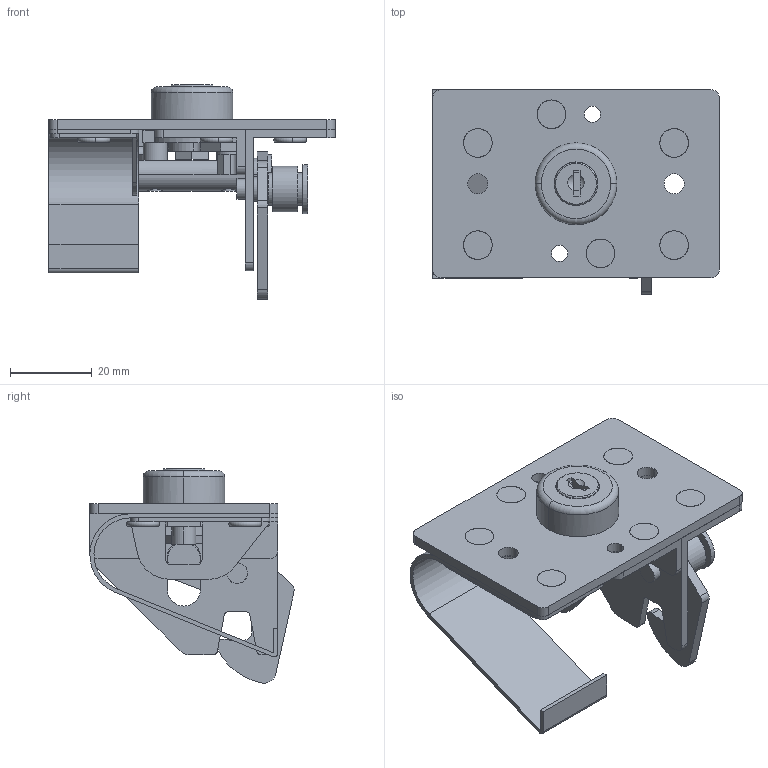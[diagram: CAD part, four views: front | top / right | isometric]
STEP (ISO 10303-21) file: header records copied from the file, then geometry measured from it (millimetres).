
FILE_DESCRIPTION (( 'STEP AP203' ), '1' );
FILE_NAME ('C-1885-1.STEP', '2012-02-29T07:34:57', ( '11sw' ), ( 'タキゲン製造株式会社' ), 'SwSTEP 2.0', 'SolidWorks 2011', '' );
FILE_SCHEMA (( 'CONFIG_CONTROL_DESIGN' ));
Length unit declared in the file: millimetre
Products named in the file (16): C-1885-1薄平リベット_; C-1885-1僼僢僋僺儞_SLDPRT; C-1885-1僼僢僋_SLDPRT; C-1885-1僽儔働僢僩_; C-1885-1僗僩僢僷乕_; C-1885-1ガイド_; C-1885-1僾僢僔儏僶僢僋僶僱_; C-1885-1ベース_; C-1885-1; C-1855-1六角ナット_SLDPRT; C-1885-1平ワッシャー_; C-1885-1僼僢僋僗僾儕儞僌_; C-1885-1シャフト_; C-1885-1止め金_; プッシュボタン_; C-183-2-RTR_
Assembly tree (21 placements, depth 2):
  C-1885-1
    C-183-2-RTR_
    C-1885-1薄平リベット_  x6
    C-1885-1僗僩僢僷乕_  x2
    C-1885-1ガイド_
    C-1885-1僽儔働僢僩_
    C-1885-1僾僢僔儏僶僢僋僶僱_
    C-1855-1六角ナット_SLDPRT
    C-1885-1僼僢僋僗僾儕儞僌_
    C-1885-1平ワッシャー_
    C-1885-1シャフト_
    C-1885-1ベース_
    C-1885-1止め金_
    プッシュボタン_
    C-1885-1僼僢僋_SLDPRT
    C-1885-1僼僢僋僺儞_SLDPRT
Bounding box: 70 x 49.96 x 52.43 mm (x, y, z)
Volume: 24363.4 mm3; surface area: 28765.4 mm2
Topology: 22 solids, 22 shells, 388 faces, 964 edges, 632 vertices
Faces by surface type: cylinder 177, plane 167, cone 28, torus 14, sphere 2
Entity records: 12054 total; most frequent: CARTESIAN_POINT 1897, DIRECTION 1850, ORIENTED_EDGE 1648, EDGE_CURVE 824, AXIS2_PLACEMENT_3D 699, VERTEX_POINT 542, VECTOR 452, LINE 452
